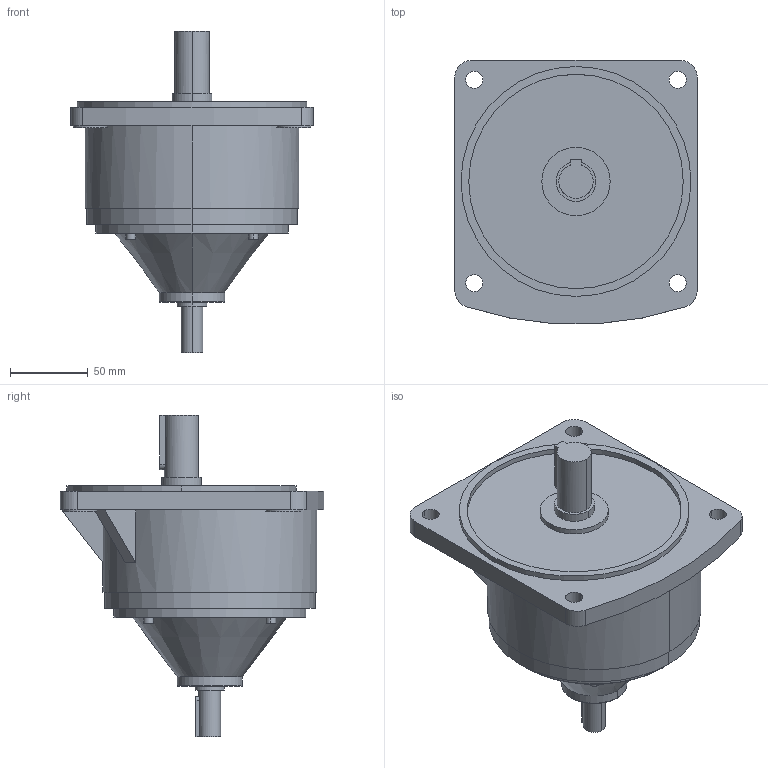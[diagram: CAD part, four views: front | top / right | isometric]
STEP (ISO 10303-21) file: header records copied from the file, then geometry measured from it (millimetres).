
FILE_DESCRIPTION (( 'STEP AP214' ), '1' );
FILE_NAME ('STP_22_400W 1罕2HP_A楊擘_VO梓袧_1.step', '2021-11-25T07:16:53', ( 'IT Division' ), ( 'IT' ), 'SwSTEP 2.0', 'SolidWorks 2016', '' );
FILE_SCHEMA (( 'AUTOMOTIVE_DESIGN' ));
Length unit declared in the file: millimetre
Products named in the file (1): STP_22_400W 1罕2HP_A楊擘_VO梓袧_1
Bounding box: 156 x 169.54 x 207 mm (x, y, z)
Volume: 1531630.5 mm3; surface area: 106018.1 mm2
Topology: 1 solids, 1 shells, 142 faces, 337 edges, 218 vertices
Faces by surface type: plane 73, cylinder 55, torus 12, cone 2
Entity records: 4484 total; most frequent: CARTESIAN_POINT 770, DIRECTION 759, ORIENTED_EDGE 674, EDGE_CURVE 337, AXIS2_PLACEMENT_3D 285, VERTEX_POINT 218, VECTOR 189, LINE 189
